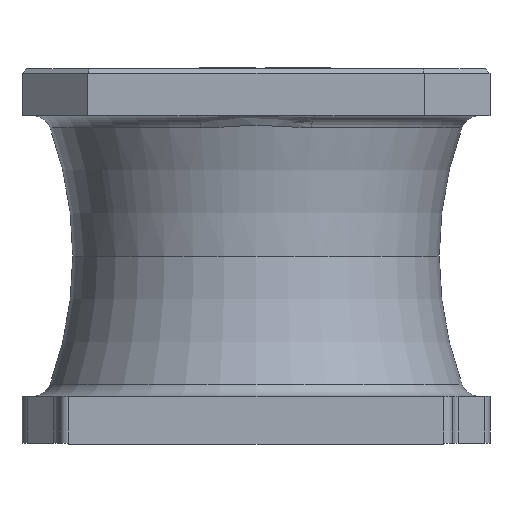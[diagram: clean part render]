
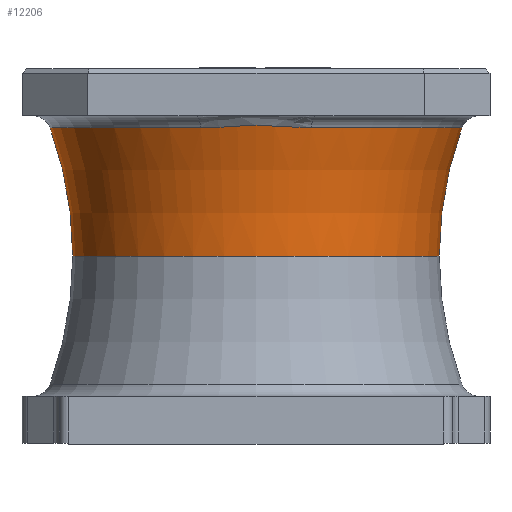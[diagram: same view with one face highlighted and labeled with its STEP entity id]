
A CAD part, front view. The second image highlights one B-rep face of the part: STEP entity #12206.
In plain terms, the highlighted toroidal (fillet/blend) face has major radius 5.958 mm and minor radius 4 mm.
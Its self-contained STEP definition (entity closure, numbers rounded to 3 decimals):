
#32 = AXIS2_PLACEMENT_3D ( 'NONE', #6206, #12787, #19366 ) ;
#170 = ORIENTED_EDGE ( 'NONE', *, *, #3567, .T. ) ;
#554 = B_SPLINE_CURVE_WITH_KNOTS ( 'NONE', 3,
 ( #4768, #9842, #6687, #19548, #19862, #17818 ),
 .UNSPECIFIED., .F., .F.,
 ( 4, 2, 4 ),
 ( 0., 0.001, 0.001 ),
 .UNSPECIFIED. ) ;
#1126 = EDGE_CURVE ( 'NONE', #10652, #7618, #14860, .T. ) ;
#1989 = ORIENTED_EDGE ( 'NONE', *, *, #9737, .T. ) ;
#2260 = ORIENTED_EDGE ( 'NONE', *, *, #18149, .F. ) ;
#2888 = EDGE_LOOP ( 'NONE', ( #2260, #1989, #19387, #16436, #170, #5747 ) ) ;
#3074 = DIRECTION ( 'NONE',  ( 0., 0., 1. ) ) ;
#3479 = VERTEX_POINT ( 'NONE', #4342 ) ;
#3505 = CARTESIAN_POINT ( 'NONE',  ( -0.59, -2.119, -0.132 ) ) ;
#3567 = EDGE_CURVE ( 'NONE', #11272, #10652, #554, .T. ) ;
#4342 = CARTESIAN_POINT ( 'NONE',  ( -1.958, 0., -1.5 ) ) ;
#4456 = TOROIDAL_SURFACE ( 'NONE', #9980, 5.958, 4. ) ;
#4768 = CARTESIAN_POINT ( 'NONE',  ( 0.59, -2.119, -0.132 ) ) ;
#5687 = DIRECTION ( 'NONE',  ( 0., 0., -1. ) ) ;
#5747 = ORIENTED_EDGE ( 'NONE', *, *, #1126, .T. ) ;
#6206 = CARTESIAN_POINT ( 'NONE',  ( 0., 0., -0.132 ) ) ;
#6240 = DIRECTION ( 'NONE',  ( 0., 0., 1. ) ) ;
#6687 = CARTESIAN_POINT ( 'NONE',  ( 0.2, -2.209, -0.105 ) ) ;
#7056 = DIRECTION ( 'NONE',  ( 0., -1., 0. ) ) ;
#7402 = DIRECTION ( 'NONE',  ( -1., 0., 0. ) ) ;
#7512 = VERTEX_POINT ( 'NONE', #14592 ) ;
#7618 = VERTEX_POINT ( 'NONE', #16394 ) ;
#8039 = DIRECTION ( 'NONE',  ( 1., 0., 0. ) ) ;
#8985 = CARTESIAN_POINT ( 'NONE',  ( -5.958, 0., -1.5 ) ) ;
#9737 = EDGE_CURVE ( 'NONE', #3479, #7512, #20012, .T. ) ;
#9842 = CARTESIAN_POINT ( 'NONE',  ( 0.396, -2.173, -0.132 ) ) ;
#9980 = AXIS2_PLACEMENT_3D ( 'NONE', #14394, #3074, #8039 ) ;
#10398 = VERTEX_POINT ( 'NONE', #11291 ) ;
#10638 = CARTESIAN_POINT ( 'NONE',  ( 5.958, 0., -1.5 ) ) ;
#10652 = VERTEX_POINT ( 'NONE', #3505 ) ;
#10751 = CIRCLE ( 'NONE', #14552, 2.199 ) ;
#10836 = CIRCLE ( 'NONE', #13586, 4. ) ;
#10853 = AXIS2_PLACEMENT_3D ( 'NONE', #10638, #18535, #5687 ) ;
#11272 = VERTEX_POINT ( 'NONE', #17111 ) ;
#11291 = CARTESIAN_POINT ( 'NONE',  ( 2.199, 0., -0.132 ) ) ;
#12206 = ADVANCED_FACE ( 'NONE', ( #15192 ), #4456, .F. ) ;
#12787 = DIRECTION ( 'NONE',  ( 0., 0., -1. ) ) ;
#13586 = AXIS2_PLACEMENT_3D ( 'NONE', #8985, #7056, #20417 ) ;
#14394 = CARTESIAN_POINT ( 'NONE',  ( 0., 0., -1.5 ) ) ;
#14551 = AXIS2_PLACEMENT_3D ( 'NONE', #17542, #6240, #16254 ) ;
#14552 = AXIS2_PLACEMENT_3D ( 'NONE', #18637, #17109, #7402 ) ;
#14592 = CARTESIAN_POINT ( 'NONE',  ( 1.958, 0., -1.5 ) ) ;
#14860 = CIRCLE ( 'NONE', #32, 2.199 ) ;
#14875 = EDGE_CURVE ( 'NONE', #7512, #10398, #17028, .T. ) ;
#15192 = FACE_OUTER_BOUND ( 'NONE', #2888, .T. ) ;
#15772 = EDGE_CURVE ( 'NONE', #10398, #11272, #10751, .T. ) ;
#16254 = DIRECTION ( 'NONE',  ( 1., 0., 0. ) ) ;
#16394 = CARTESIAN_POINT ( 'NONE',  ( -2.199, 0., -0.132 ) ) ;
#16436 = ORIENTED_EDGE ( 'NONE', *, *, #15772, .T. ) ;
#17028 = CIRCLE ( 'NONE', #10853, 4. ) ;
#17109 = DIRECTION ( 'NONE',  ( 0., 0., -1. ) ) ;
#17111 = CARTESIAN_POINT ( 'NONE',  ( 0.59, -2.119, -0.132 ) ) ;
#17542 = CARTESIAN_POINT ( 'NONE',  ( 0., 0., -1.5 ) ) ;
#17818 = CARTESIAN_POINT ( 'NONE',  ( -0.59, -2.119, -0.132 ) ) ;
#18149 = EDGE_CURVE ( 'NONE', #3479, #7618, #10836, .T. ) ;
#18535 = DIRECTION ( 'NONE',  ( 0., 1., 0. ) ) ;
#18637 = CARTESIAN_POINT ( 'NONE',  ( 0., 0., -0.132 ) ) ;
#19366 = DIRECTION ( 'NONE',  ( -1., 0., 0. ) ) ;
#19387 = ORIENTED_EDGE ( 'NONE', *, *, #14875, .T. ) ;
#19548 = CARTESIAN_POINT ( 'NONE',  ( -0.2, -2.209, -0.105 ) ) ;
#19862 = CARTESIAN_POINT ( 'NONE',  ( -0.397, -2.173, -0.132 ) ) ;
#20012 = CIRCLE ( 'NONE', #14551, 1.958 ) ;
#20417 = DIRECTION ( 'NONE',  ( 0., 0., -1. ) ) ;
